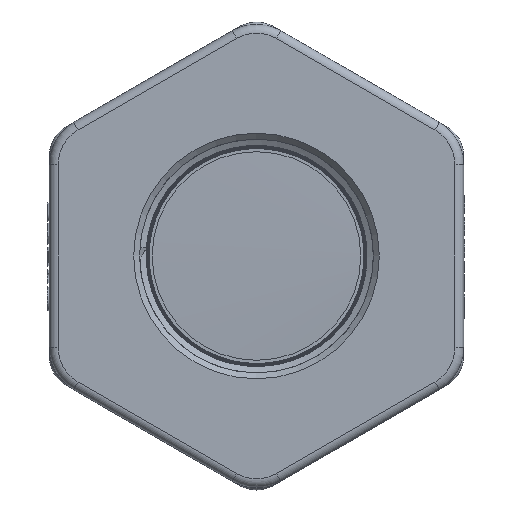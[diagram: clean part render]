
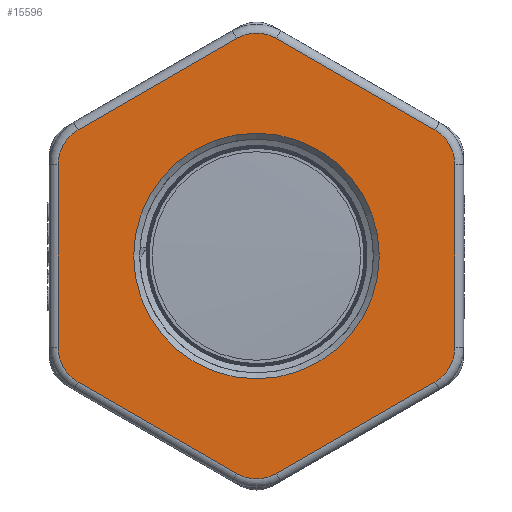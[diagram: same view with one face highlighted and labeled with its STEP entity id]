
A CAD part, left-side view. The second image highlights one B-rep face of the part: STEP entity #15596.
In plain terms, the highlighted planar face has unit normal (-1, 0, 0).
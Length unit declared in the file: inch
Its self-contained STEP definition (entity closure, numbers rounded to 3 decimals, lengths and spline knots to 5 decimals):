
#308=PLANE('',#16669);
#816=FACE_BOUND('',#2181,.T.);
#961=CIRCLE('',#16638,0.41);
#964=CIRCLE('',#16643,0.41);
#968=CIRCLE('',#16649,0.41);
#972=CIRCLE('',#16655,0.41);
#976=CIRCLE('',#16661,0.41);
#978=CIRCLE('',#16665,0.41);
#979=CIRCLE('',#16670,1.26);
#980=CIRCLE('',#16671,1.26);
#1269=FACE_OUTER_BOUND('',#2180,.T.);
#2180=EDGE_LOOP('',(#11420,#11421,#11422,#11423,#11424,#11425,#11426,#11427,
#11428,#11429,#11430,#11431));
#2181=EDGE_LOOP('',(#11432,#11433));
#3763=LINE('',#30644,#5324);
#3764=LINE('',#30653,#5325);
#3766=LINE('',#30663,#5327);
#3768=LINE('',#30675,#5329);
#3770=LINE('',#30687,#5331);
#3771=LINE('',#30696,#5332);
#5324=VECTOR('',#17910,0.3937);
#5325=VECTOR('',#17923,0.3937);
#5327=VECTOR('',#17935,0.3937);
#5329=VECTOR('',#17949,0.3937);
#5331=VECTOR('',#17963,0.3937);
#5332=VECTOR('',#17976,0.3937);
#7046=VERTEX_POINT('',#30641);
#7047=VERTEX_POINT('',#30643);
#7048=VERTEX_POINT('',#30647);
#7049=VERTEX_POINT('',#30651);
#7050=VERTEX_POINT('',#30655);
#7051=VERTEX_POINT('',#30659);
#7053=VERTEX_POINT('',#30665);
#7055=VERTEX_POINT('',#30671);
#7057=VERTEX_POINT('',#30677);
#7059=VERTEX_POINT('',#30683);
#7061=VERTEX_POINT('',#30689);
#7062=VERTEX_POINT('',#30694);
#7063=VERTEX_POINT('',#30706);
#7064=VERTEX_POINT('',#30707);
#8720=EDGE_CURVE('',#7046,#7047,#3763,.T.);
#8723=EDGE_CURVE('',#7047,#7048,#961,.T.);
#8725=EDGE_CURVE('',#7048,#7049,#3764,.T.);
#8727=EDGE_CURVE('',#7049,#7050,#964,.T.);
#8730=EDGE_CURVE('',#7050,#7051,#3766,.T.);
#8733=EDGE_CURVE('',#7051,#7053,#968,.T.);
#8736=EDGE_CURVE('',#7053,#7055,#3768,.T.);
#8739=EDGE_CURVE('',#7055,#7057,#972,.T.);
#8742=EDGE_CURVE('',#7057,#7059,#3770,.T.);
#8745=EDGE_CURVE('',#7059,#7061,#976,.T.);
#8747=EDGE_CURVE('',#7061,#7062,#3771,.T.);
#8748=EDGE_CURVE('',#7062,#7046,#978,.T.);
#8752=EDGE_CURVE('',#7063,#7064,#979,.T.);
#8753=EDGE_CURVE('',#7064,#7063,#980,.T.);
#11420=ORIENTED_EDGE('',*,*,#8720,.F.);
#11421=ORIENTED_EDGE('',*,*,#8748,.F.);
#11422=ORIENTED_EDGE('',*,*,#8747,.F.);
#11423=ORIENTED_EDGE('',*,*,#8745,.F.);
#11424=ORIENTED_EDGE('',*,*,#8742,.F.);
#11425=ORIENTED_EDGE('',*,*,#8739,.F.);
#11426=ORIENTED_EDGE('',*,*,#8736,.F.);
#11427=ORIENTED_EDGE('',*,*,#8733,.F.);
#11428=ORIENTED_EDGE('',*,*,#8730,.F.);
#11429=ORIENTED_EDGE('',*,*,#8727,.F.);
#11430=ORIENTED_EDGE('',*,*,#8725,.F.);
#11431=ORIENTED_EDGE('',*,*,#8723,.F.);
#11432=ORIENTED_EDGE('',*,*,#8752,.T.);
#11433=ORIENTED_EDGE('',*,*,#8753,.T.);
#15596=ADVANCED_FACE('',(#1269,#816),#308,.T.);
#16638=AXIS2_PLACEMENT_3D('',#30649,#17917,#17918);
#16643=AXIS2_PLACEMENT_3D('',#30657,#17928,#17929);
#16649=AXIS2_PLACEMENT_3D('',#30669,#17942,#17943);
#16655=AXIS2_PLACEMENT_3D('',#30681,#17956,#17957);
#16661=AXIS2_PLACEMENT_3D('',#30692,#17970,#17971);
#16665=AXIS2_PLACEMENT_3D('',#30698,#17979,#17980);
#16669=AXIS2_PLACEMENT_3D('',#30705,#17990,#17991);
#16670=AXIS2_PLACEMENT_3D('',#30708,#17992,#17993);
#16671=AXIS2_PLACEMENT_3D('',#30709,#17994,#17995);
#17910=DIRECTION('',(0.,-0.866,0.5));
#17917=DIRECTION('center_axis',(1.,0.,0.));
#17918=DIRECTION('ref_axis',(0.,0.,1.));
#17923=DIRECTION('',(0.,-0.866,-0.5));
#17928=DIRECTION('center_axis',(1.,0.,0.));
#17929=DIRECTION('ref_axis',(0.,-0.866,0.5));
#17935=DIRECTION('',(0.,0.,-1.));
#17942=DIRECTION('center_axis',(1.,0.,0.));
#17943=DIRECTION('ref_axis',(0.,-0.866,-0.5));
#17949=DIRECTION('',(0.,0.866,-0.5));
#17956=DIRECTION('center_axis',(1.,0.,0.));
#17957=DIRECTION('ref_axis',(0.,0.,-1.));
#17963=DIRECTION('',(0.,0.866,0.5));
#17970=DIRECTION('center_axis',(1.,0.,0.));
#17971=DIRECTION('ref_axis',(0.,0.866,-0.5));
#17976=DIRECTION('',(0.,0.,1.));
#17979=DIRECTION('center_axis',(1.,0.,0.));
#17980=DIRECTION('ref_axis',(0.,0.866,0.5));
#17990=DIRECTION('center_axis',(-1.,0.,0.));
#17991=DIRECTION('ref_axis',(0.,0.,1.));
#17992=DIRECTION('center_axis',(1.,0.,0.));
#17993=DIRECTION('ref_axis',(0.,1.,0.));
#17994=DIRECTION('center_axis',(1.,0.,0.));
#17995=DIRECTION('ref_axis',(0.,1.,0.));
#30641=CARTESIAN_POINT('',(0.,1.83,1.29326));
#30643=CARTESIAN_POINT('',(0.,0.205,2.23146));
#30644=CARTESIAN_POINT('',(0.,1.12094,1.70264));
#30647=CARTESIAN_POINT('',(0.,-0.205,2.23146));
#30649=CARTESIAN_POINT('Origin',(0.,0.,1.87639));
#30651=CARTESIAN_POINT('',(0.,-1.83,1.29326));
#30653=CARTESIAN_POINT('',(0.,-0.91406,1.82208));
#30655=CARTESIAN_POINT('',(0.,-2.035,0.93819));
#30657=CARTESIAN_POINT('Origin',(0.,-1.625,0.93819));
#30659=CARTESIAN_POINT('',(0.,-2.035,-0.93819));
#30663=CARTESIAN_POINT('',(0.,-2.035,-0.61343));
#30665=CARTESIAN_POINT('',(0.,-1.83,-1.29326));
#30669=CARTESIAN_POINT('Origin',(0.,-1.625,-0.93819));
#30671=CARTESIAN_POINT('',(0.,-0.205,-2.23146));
#30675=CARTESIAN_POINT('',(0.,0.14844,-2.43552));
#30677=CARTESIAN_POINT('',(0.,0.205,-2.23146));
#30681=CARTESIAN_POINT('Origin',(0.,0.,-1.87639));
#30683=CARTESIAN_POINT('',(0.,1.83,-1.29326));
#30687=CARTESIAN_POINT('',(0.,2.18344,-1.08921));
#30689=CARTESIAN_POINT('',(0.,2.035,-0.93819));
#30692=CARTESIAN_POINT('Origin',(0.,1.625,-0.93819));
#30694=CARTESIAN_POINT('',(0.,2.035,0.93819));
#30696=CARTESIAN_POINT('',(0.,2.035,0.61343));
#30698=CARTESIAN_POINT('Origin',(0.,1.625,0.93819));
#30705=CARTESIAN_POINT('Origin',(0.,1.6925,0.));
#30706=CARTESIAN_POINT('',(0.,1.26,0.));
#30707=CARTESIAN_POINT('',(0.,-1.26,0.));
#30708=CARTESIAN_POINT('Origin',(0.,0.,0.));
#30709=CARTESIAN_POINT('Origin',(0.,0.,0.));
